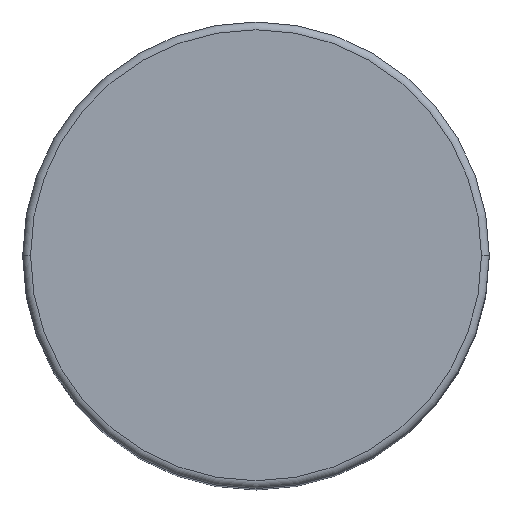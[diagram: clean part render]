
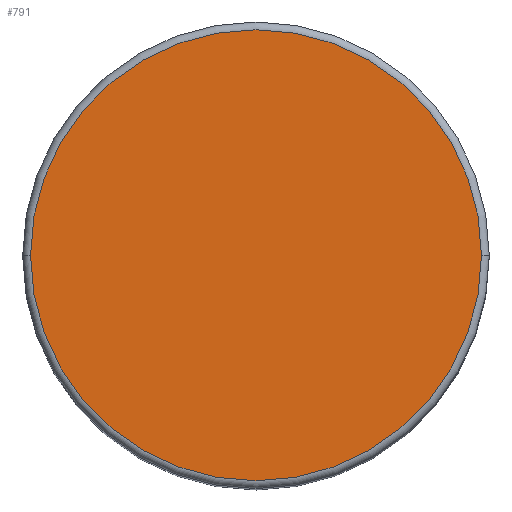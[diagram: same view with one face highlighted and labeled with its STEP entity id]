
A CAD part, top view. The second image highlights one B-rep face of the part: STEP entity #791.
In plain terms, the highlighted planar face has unit normal (0, 0, 1).
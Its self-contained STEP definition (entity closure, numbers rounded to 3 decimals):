
#79=CARTESIAN_POINT('',(0.,0.,0.));
#80=DIRECTION('',(0.,0.,-1.));
#81=DIRECTION('',(1.,0.,0.));
#82=AXIS2_PLACEMENT_3D('',#79,#80,#81);
#88=CARTESIAN_POINT('',(0.,0.,0.));
#89=DIRECTION('',(0.,0.,-1.));
#90=DIRECTION('',(-1.,0.,0.));
#91=AXIS2_PLACEMENT_3D('',#88,#89,#90);
#680=CARTESIAN_POINT('',(14.5,0.,0.));
#681=CARTESIAN_POINT('',(-14.5,0.,0.));
#682=VERTEX_POINT('',#680);
#683=VERTEX_POINT('',#681);
#780=CARTESIAN_POINT('',(0.,0.,0.));
#781=DIRECTION('',(0.,0.,1.));
#782=DIRECTION('',(1.,0.,0.));
#783=AXIS2_PLACEMENT_3D('',#780,#781,#782);
#784=PLANE('',#783);
#786=ORIENTED_EDGE('',*,*,#785,.T.);
#788=ORIENTED_EDGE('',*,*,#787,.T.);
#789=EDGE_LOOP('',(#786,#788));
#790=FACE_OUTER_BOUND('',#789,.F.);
#791=ADVANCED_FACE('',(#790),#784,.T.);
#83=CIRCLE('',#82,14.5);
#92=CIRCLE('',#91,14.5);
#785=EDGE_CURVE('',#682,#683,#83,.T.);
#787=EDGE_CURVE('',#683,#682,#92,.T.);
